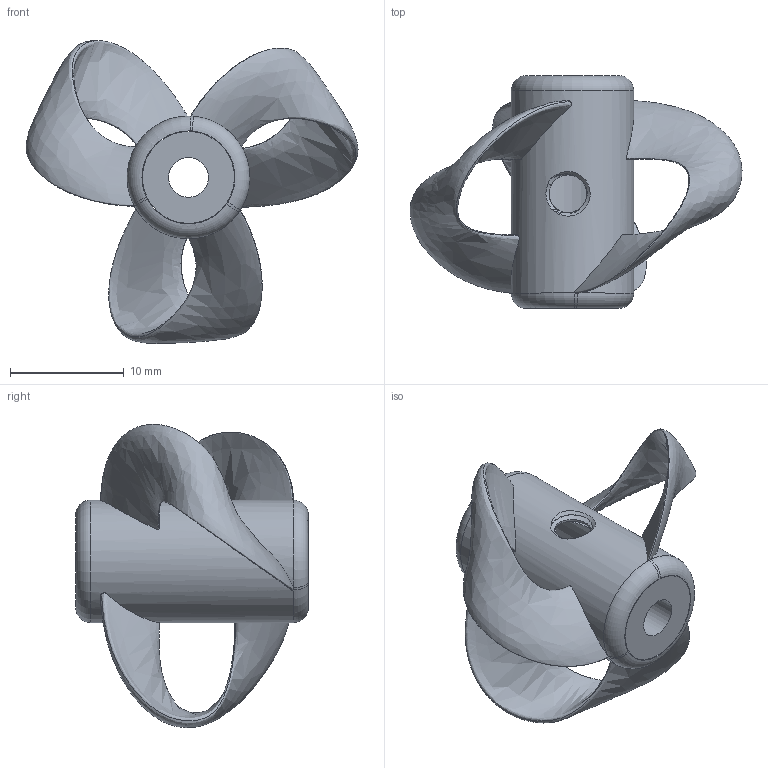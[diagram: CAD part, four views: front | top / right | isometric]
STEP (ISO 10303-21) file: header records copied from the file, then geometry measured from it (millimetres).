
FILE_DESCRIPTION(/* description */ ('https://www.youtube.com/watch?v=7oGWNFoevlc'),/* implementation_level */ '2;1');
FILE_NAME(/* name */ 'SharrowPropeller_20mm_8.35mmhole v1.step',/* time_stamp */ '2025-09-03T10:24:24-04:00',/* author */ (''),/* organization */ (''),/* preprocessor_version */ 'ST-DEVELOPER v20.1',/* originating_system */ 'Autodesk Translation Framework v14.10.0.0',/* authorisation */ '');
FILE_SCHEMA (('AUTOMOTIVE_DESIGN { 1 0 10303 214 3 1 1 }'));
Length unit declared in the file: millimetre
Products named in the file (1): SharrowPropeller_20mm_8.35mmhole
Bounding box: 29.25 x 20.51 x 26.71 mm (x, y, z)
Volume: 1333.5 mm3; surface area: 2586.2 mm2
Topology: 2 solids, 2 shells, 42 faces, 121 edges, 79 vertices
Faces by surface type: bspline 20, cylinder 13, plane 5, torus 4
Full cylindrical faces by diameter (mm): 3.332 x1, 3.5 x1, 8.2 x1, 8.35 x1, 10.8 x1
Entity records: 7435 total; most frequent: CARTESIAN_POINT 6460, ORIENTED_EDGE 242, EDGE_CURVE 121, DIRECTION 118, VERTEX_POINT 79, B_SPLINE_CURVE_WITH_KNOTS 78, AXIS2_PLACEMENT_3D 52, EDGE_LOOP 50
